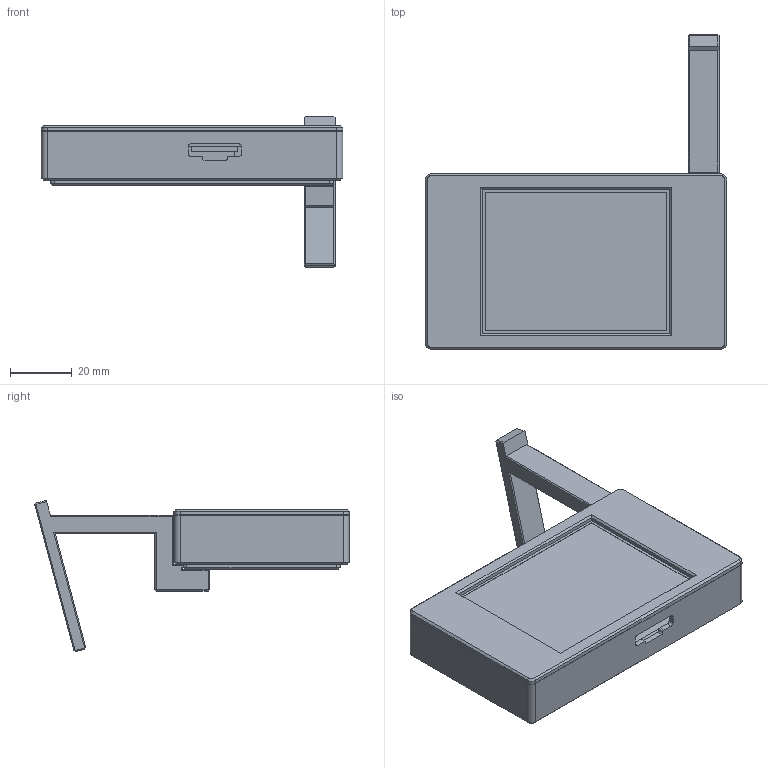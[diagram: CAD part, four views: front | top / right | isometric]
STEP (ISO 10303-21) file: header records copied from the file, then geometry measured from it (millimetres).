
FILE_DESCRIPTION(/* description */ (''),/* implementation_level */ '2;1');
FILE_NAME(/* name */ 'Cheap Yellow Display v16.step',/* time_stamp */ '2023-11-14T22:12:10Z',/* author */ (''),/* organization */ (''),/* preprocessor_version */ 'ST-DEVELOPER v20',/* originating_system */ 'Autodesk Translation Framework v12.14.0.127',/* authorisation */ '');
FILE_SCHEMA (('AUTOMOTIVE_DESIGN { 1 0 10303 214 3 1 1 }'));
Length unit declared in the file: millimetre
Products named in the file (6): CYD; Display; case front; case rear; case back panel; case foot
Assembly tree (5 placements, depth 2):
  CYD
    Display
    case front
    case rear
    case back panel
    case foot
Bounding box: 98 x 102.25 x 49.23 mm (x, y, z)
Volume: 53603.3 mm3; surface area: 47421.7 mm2
Topology: 5 solids, 5 shells, 410 faces, 988 edges, 628 vertices
Faces by surface type: plane 283, cylinder 107, cone 12, torus 8
Full cylindrical faces by diameter (mm): 3.2 x8, 3.4 x9, 4 x1, 4.6 x4, 6 x1, 6.8 x4, 7.2 x4
Entity records: 12085 total; most frequent: DIRECTION 2070, CARTESIAN_POINT 2061, ORIENTED_EDGE 1976, EDGE_CURVE 988, LINE 740, VECTOR 740, AXIS2_PLACEMENT_3D 665, VERTEX_POINT 628
